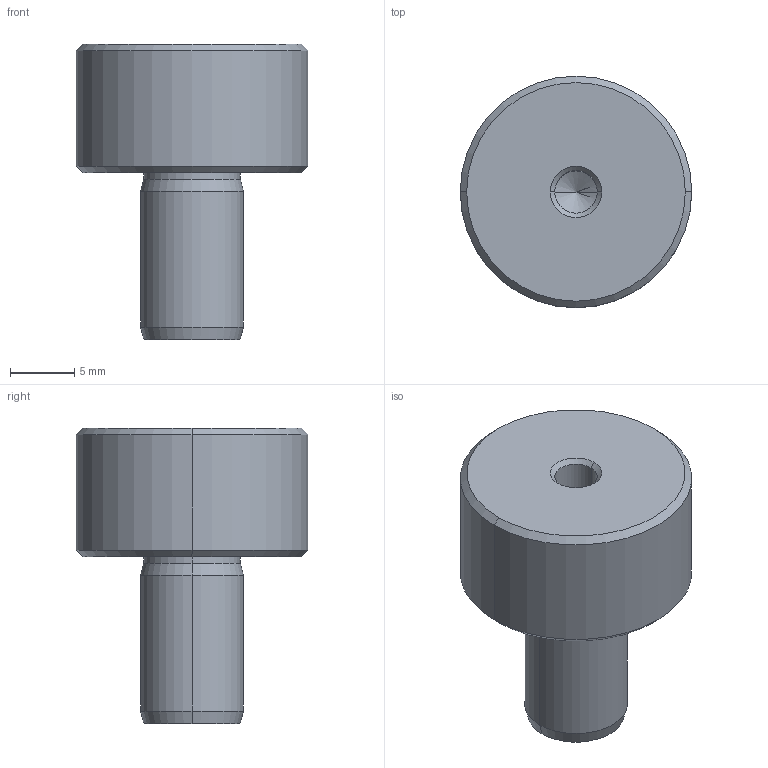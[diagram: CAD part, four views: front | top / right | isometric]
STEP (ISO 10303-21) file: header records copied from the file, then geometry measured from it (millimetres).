
FILE_DESCRIPTION (( 'STEP AP203' ), '1' );
FILE_NAME ('10063011.STEP', '2018-06-02T11:10:30', ( '' ), ( '' ), 'SwSTEP 2.0', 'SolidWorks 2015', '' );
FILE_SCHEMA (( 'CONFIG_CONTROL_DESIGN' ));
Length unit declared in the file: millimetre
Products named in the file (1): 10063011
Bounding box: 18 x 18 x 23 mm (x, y, z)
Volume: 3070.3 mm3; surface area: 1488.8 mm2
Topology: 1 solids, 1 shells, 26 faces, 52 edges, 29 vertices
Faces by surface type: cone 14, cylinder 8, plane 4
Entity records: 735 total; most frequent: DIRECTION 132, CARTESIAN_POINT 106, ORIENTED_EDGE 100, AXIS2_PLACEMENT_3D 55, EDGE_CURVE 50, VERTEX_POINT 29, EDGE_LOOP 29, CIRCLE 28
